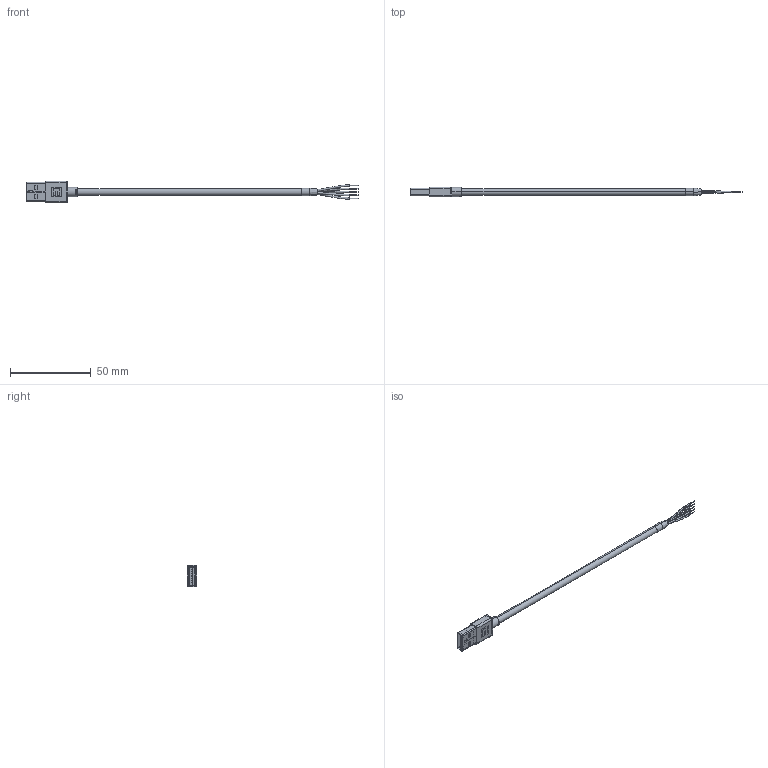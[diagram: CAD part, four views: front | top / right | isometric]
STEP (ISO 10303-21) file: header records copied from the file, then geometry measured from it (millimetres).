
FILE_DESCRIPTION (( 'STEP AP203' ), '1' );
FILE_NAME ('10-02353_revA.STEP', '2018-01-19T22:28:12', ( '' ), ( '' ), 'SwSTEP 2.0', 'SolidWorks 2015', '' );
FILE_SCHEMA (( 'CONFIG_CONTROL_DESIGN' ));
Length unit declared in the file: millimetre
Products named in the file (5): 30-00873_s + t; 24-00210; 55-00073; 50-00575; 10-02353_revA
Assembly tree (4 placements, depth 2):
  10-02353_revA
    30-00873_s + t
    24-00210
    55-00073
    50-00575
Bounding box: 206 x 5.93 x 13.5 mm (x, y, z)
Volume: 4310.4 mm3; surface area: 21669.5 mm2
Topology: 95 solids, 100 shells, 1333 faces, 3231 edges, 2135 vertices
Faces by surface type: plane 689, cylinder 498, bspline 52, cone 48, sphere 42, torus 4
Entity records: 42469 total; most frequent: CARTESIAN_POINT 9987, DIRECTION 6687, ORIENTED_EDGE 6462, EDGE_CURVE 3231, AXIS2_PLACEMENT_3D 2414, VERTEX_POINT 2135, VECTOR 1859, LINE 1859
